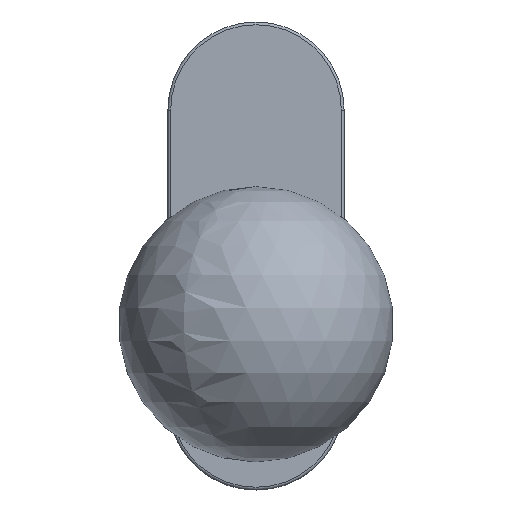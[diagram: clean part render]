
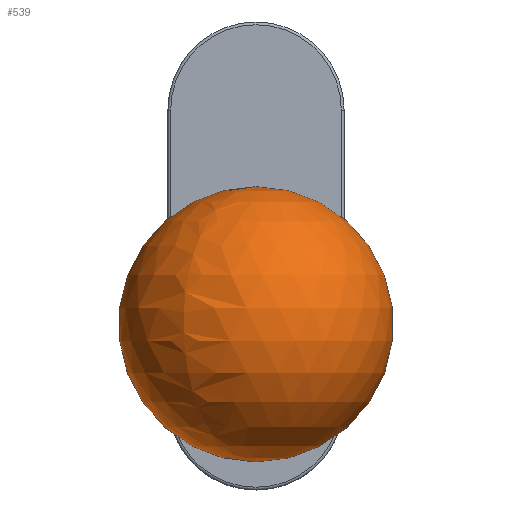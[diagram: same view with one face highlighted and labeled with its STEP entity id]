
A CAD part, top view. The second image highlights one B-rep face of the part: STEP entity #539.
In plain terms, the highlighted spherical face has radius 25 mm.
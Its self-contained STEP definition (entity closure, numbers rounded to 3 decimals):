
#522 = CARTESIAN_POINT ( 'NONE',  ( 11.111, 0., 27.605 ) ) ;
#539 = ADVANCED_FACE ( 'NONE', ( #13677 ), #6858, .T. ) ;
#3392 = CARTESIAN_POINT ( 'NONE',  ( 0., 0., 27.605 ) ) ;
#5845 = EDGE_CURVE ( 'NONE', #11420, #11420, #6594, .T. ) ;
#6214 = AXIS2_PLACEMENT_3D ( 'NONE', #3392, #8426, #12123 ) ;
#6594 = CIRCLE ( 'NONE', #6214, 11.111 ) ;
#6858 = SPHERICAL_SURFACE ( 'NONE', #10361, 25. ) ;
#7677 = ORIENTED_EDGE ( 'NONE', *, *, #5845, .T. ) ;
#7832 = DIRECTION ( 'NONE',  ( 0., -1., 0. ) ) ;
#8426 = DIRECTION ( 'NONE',  ( 0., 0., 1. ) ) ;
#9830 = EDGE_LOOP ( 'NONE', ( #7677 ) ) ;
#10361 = AXIS2_PLACEMENT_3D ( 'NONE', #11251, #7832, #15098 ) ;
#11251 = CARTESIAN_POINT ( 'NONE',  ( 0., 0., 50. ) ) ;
#11420 = VERTEX_POINT ( 'NONE', #522 ) ;
#12123 = DIRECTION ( 'NONE',  ( 1., 0., 0. ) ) ;
#13677 = FACE_OUTER_BOUND ( 'NONE', #9830, .T. ) ;
#15098 = DIRECTION ( 'NONE',  ( 1., 0., 0. ) ) ;
